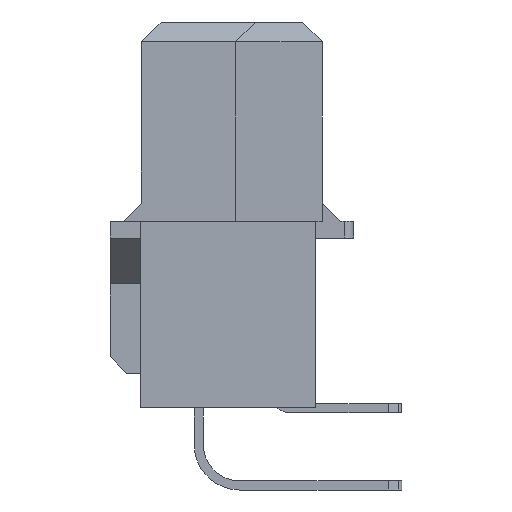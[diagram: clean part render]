
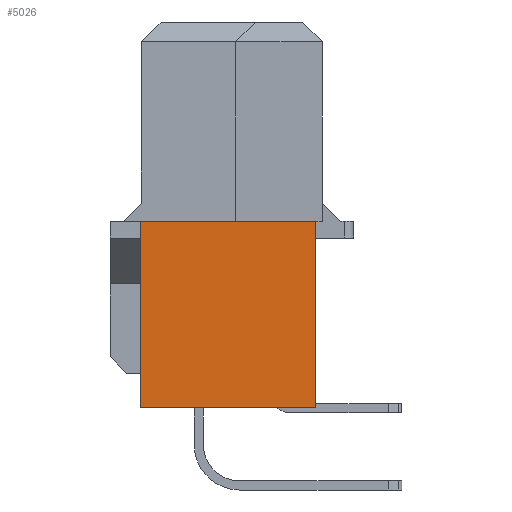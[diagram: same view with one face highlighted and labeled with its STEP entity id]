
A CAD part, left-side view. The second image highlights one B-rep face of the part: STEP entity #5026.
In plain terms, the highlighted planar face has unit normal (-1, 0, 0).
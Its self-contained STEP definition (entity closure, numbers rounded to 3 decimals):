
#5026=ADVANCED_FACE('',(#7022),#6122,.F.);
#6122=PLANE('',#25684);
#7022=FACE_OUTER_BOUND('',#8253,.T.);
#8253=EDGE_LOOP('',(#10070,#10071,#10072,#10073));
#10070=ORIENTED_EDGE('',*,*,#17697,.T.);
#10071=ORIENTED_EDGE('',*,*,#17624,.F.);
#10072=ORIENTED_EDGE('',*,*,#17693,.T.);
#10073=ORIENTED_EDGE('',*,*,#17698,.T.);
#15691=VERTEX_POINT('',#33816);
#15692=VERTEX_POINT('',#33818);
#15728=VERTEX_POINT('',#33950);
#15731=VERTEX_POINT('',#33959);
#17624=EDGE_CURVE('',#15691,#15692,#20511,.T.);
#17693=EDGE_CURVE('',#15691,#15728,#20578,.T.);
#17697=EDGE_CURVE('',#15731,#15692,#20582,.T.);
#17698=EDGE_CURVE('',#15728,#15731,#20583,.T.);
#20511=LINE('',#33817,#23012);
#20578=LINE('',#33951,#23079);
#20582=LINE('',#33958,#23083);
#20583=LINE('',#33960,#23084);
#23012=VECTOR('',#27756,1.);
#23079=VECTOR('',#27883,1.);
#23083=VECTOR('',#27889,1.);
#23084=VECTOR('',#27890,1.);
#25684=AXIS2_PLACEMENT_3D('',#33961,#27891,#27892);
#27756=DIRECTION('',(0.,0.,-1.));
#27883=DIRECTION('',(0.,1.,0.));
#27889=DIRECTION('',(0.,-1.,0.));
#27890=DIRECTION('',(0.,0.,-1.));
#27891=DIRECTION('',(1.,0.,0.));
#27892=DIRECTION('',(0.,0.,-1.));
#33816=CARTESIAN_POINT('',(-46.95,-2.76,0.));
#33817=CARTESIAN_POINT('',(-46.95,-2.76,-6.13));
#33818=CARTESIAN_POINT('',(-46.95,-2.76,-6.13));
#33950=CARTESIAN_POINT('',(-46.95,3.,0.));
#33951=CARTESIAN_POINT('',(-46.95,-4.,0.));
#33958=CARTESIAN_POINT('',(-46.95,-2.76,-6.13));
#33959=CARTESIAN_POINT('',(-46.95,3.,-6.13));
#33960=CARTESIAN_POINT('',(-46.95,3.,-6.13));
#33961=CARTESIAN_POINT('',(-46.95,-4.,-0.55));
